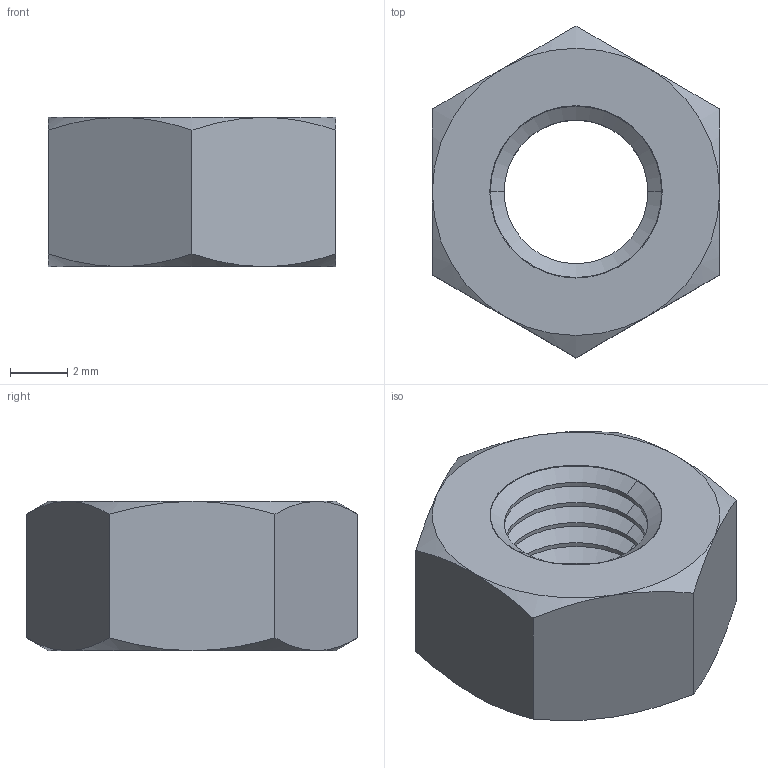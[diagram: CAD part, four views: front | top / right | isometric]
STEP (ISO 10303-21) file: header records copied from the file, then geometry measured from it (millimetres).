
FILE_DESCRIPTION (( 'STEP AP214' ), '1' );
FILE_NAME ('hex nut style 1_am.STEP', '2025-09-18T19:08:14', ( '' ), ( '' ), 'SwSTEP 2.0', 'SolidWorks 2024', '' );
FILE_SCHEMA (( 'AUTOMOTIVE_DESIGN' ));
Length unit declared in the file: millimetre
Products named in the file (1): hex nut style 1_am_B18.2.4.1M - Hex nut, Style 1,  M6 x 1 --D-S
Bounding box: 10 x 11.55 x 5.2 mm (x, y, z)
Volume: 328 mm3; surface area: 431.4 mm2
Topology: 1 solids, 1 shells, 62 faces, 128 edges, 68 vertices
Faces by surface type: cone 40, cylinder 14, plane 8
Entity records: 1702 total; most frequent: CARTESIAN_POINT 379, DIRECTION 286, ORIENTED_EDGE 256, EDGE_CURVE 128, AXIS2_PLACEMENT_3D 119, VERTEX_POINT 68, EDGE_LOOP 64, FACE_OUTER_BOUND 62
